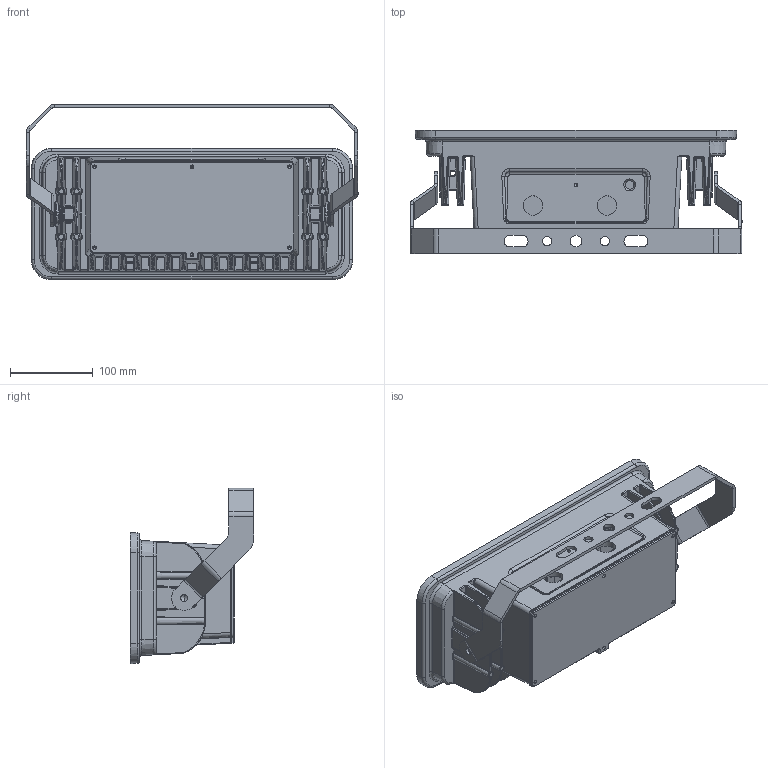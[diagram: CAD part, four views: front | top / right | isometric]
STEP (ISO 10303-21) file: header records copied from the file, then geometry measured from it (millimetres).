
FILE_DESCRIPTION (( 'STEP AP214' ), '1' );
FILE_NAME ('TEF2581 10 000lm Small Floodlight.STEP', '2025-08-21T06:59:53', ( '' ), ( '' ), 'SwSTEP 2.0', 'SolidWorks 2022', '' );
FILE_SCHEMA (( 'AUTOMOTIVE_DESIGN' ));
Length unit declared in the file: millimetre
Products named in the file (6): 250A119280; 250A119774; 250A119760; 250A119777; TEF2581 10 000lm Small Floodlight; 250A119778
Assembly tree (5 placements, depth 2):
  TEF2581 10 000lm Small Floodlight
    250A119760
    250A119280
    250A119774
    250A119777
    250A119778
Bounding box: 401.76 x 149.23 x 212.39 mm (x, y, z)
Volume: 1834034.6 mm3; surface area: 648702.5 mm2
Topology: 5 solids, 5 shells, 1785 faces, 4236 edges, 2321 vertices
Faces by surface type: cylinder 681, bspline 477, plane 301, sphere 127, cone 126, torus 73
Entity records: 65740 total; most frequent: CARTESIAN_POINT 28299, ORIENTED_EDGE 8092, DIRECTION 7154, EDGE_CURVE 4046, AXIS2_PLACEMENT_3D 2830, VERTEX_POINT 2321, EDGE_LOOP 1885, FACE_OUTER_BOUND 1785
